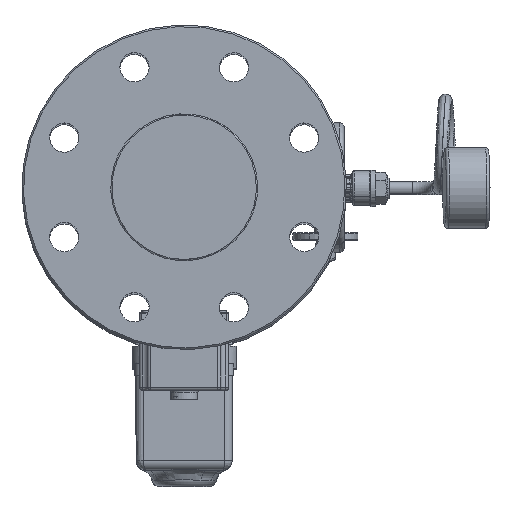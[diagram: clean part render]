
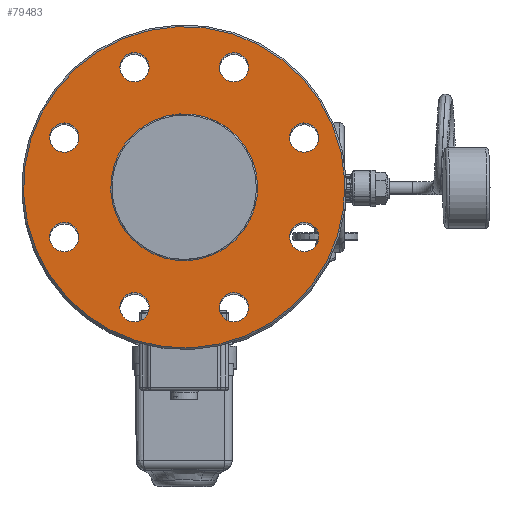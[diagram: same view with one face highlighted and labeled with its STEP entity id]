
A CAD part, top view. The second image highlights one B-rep face of the part: STEP entity #79483.
In plain terms, the highlighted planar face has unit normal (0, 0, 1).
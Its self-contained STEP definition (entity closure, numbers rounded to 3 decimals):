
#78793=CARTESIAN_POINT('Vertex',(4.846,323.606,224.572)) ;
#78807=CARTESIAN_POINT('Vertex',(-4.846,233.627,224.572)) ;
#78810=CARTESIAN_POINT('Axis2P3D Location',(0.,278.617,224.572)) ;
#78828=CARTESIAN_POINT('Axis2P3D Location',(0.,278.617,224.572)) ;
#78859=CARTESIAN_POINT('Vertex',(-33.159,213.339,224.572)) ;
#78862=CARTESIAN_POINT('Axis2P3D Location',(-30.615,204.706,224.572)) ;
#78866=CARTESIAN_POINT('Vertex',(-28.07,196.073,224.572)) ;
#78887=CARTESIAN_POINT('Axis2P3D Location',(-30.615,204.706,224.572)) ;
#78918=CARTESIAN_POINT('Vertex',(-69.605,301.328,224.572)) ;
#78921=CARTESIAN_POINT('Axis2P3D Location',(-73.91,309.231,224.572)) ;
#78925=CARTESIAN_POINT('Vertex',(-78.215,317.135,224.572)) ;
#78946=CARTESIAN_POINT('Axis2P3D Location',(-73.91,309.231,224.572)) ;
#78977=CARTESIAN_POINT('Vertex',(33.159,343.894,224.572)) ;
#78980=CARTESIAN_POINT('Axis2P3D Location',(30.615,352.527,224.572)) ;
#78984=CARTESIAN_POINT('Vertex',(28.07,361.16,224.572)) ;
#79005=CARTESIAN_POINT('Axis2P3D Location',(30.615,352.527,224.572)) ;
#79036=CARTESIAN_POINT('Vertex',(69.605,255.905,224.572)) ;
#79039=CARTESIAN_POINT('Axis2P3D Location',(73.91,248.002,224.572)) ;
#79043=CARTESIAN_POINT('Vertex',(78.215,240.098,224.572)) ;
#79064=CARTESIAN_POINT('Axis2P3D Location',(73.91,248.002,224.572)) ;
#79095=CARTESIAN_POINT('Vertex',(-22.711,348.222,224.572)) ;
#79098=CARTESIAN_POINT('Axis2P3D Location',(-30.615,352.527,224.572)) ;
#79102=CARTESIAN_POINT('Vertex',(-38.518,356.832,224.572)) ;
#79123=CARTESIAN_POINT('Axis2P3D Location',(-30.615,352.527,224.572)) ;
#79154=CARTESIAN_POINT('Vertex',(65.278,311.776,224.572)) ;
#79157=CARTESIAN_POINT('Axis2P3D Location',(73.91,309.231,224.572)) ;
#79161=CARTESIAN_POINT('Vertex',(82.543,306.687,224.572)) ;
#79182=CARTESIAN_POINT('Axis2P3D Location',(73.91,309.231,224.572)) ;
#79213=CARTESIAN_POINT('Vertex',(22.711,209.011,224.572)) ;
#79216=CARTESIAN_POINT('Axis2P3D Location',(30.615,204.706,224.572)) ;
#79220=CARTESIAN_POINT('Vertex',(38.518,200.401,224.572)) ;
#79241=CARTESIAN_POINT('Axis2P3D Location',(30.615,204.706,224.572)) ;
#79272=CARTESIAN_POINT('Vertex',(-65.278,245.457,224.572)) ;
#79275=CARTESIAN_POINT('Axis2P3D Location',(-73.91,248.002,224.572)) ;
#79279=CARTESIAN_POINT('Vertex',(-82.543,250.546,224.572)) ;
#79300=CARTESIAN_POINT('Axis2P3D Location',(-73.91,248.002,224.572)) ;
#79424=CARTESIAN_POINT('Axis2P3D Location',(0.,278.617,224.572)) ;
#79429=CARTESIAN_POINT('Axis2P3D Location',(0.,278.617,224.572)) ;
#79433=CARTESIAN_POINT('Vertex',(-37.886,370.081,224.572)) ;
#79435=CARTESIAN_POINT('Vertex',(37.886,187.152,224.572)) ;
#79438=CARTESIAN_POINT('Axis2P3D Location',(0.,278.617,224.572)) ;
#78811=DIRECTION('Axis2P3D Direction',(0.,0.,-1.)) ;
#78829=DIRECTION('Axis2P3D Direction',(0.,0.,-1.)) ;
#78863=DIRECTION('Axis2P3D Direction',(0.,0.,1.)) ;
#78888=DIRECTION('Axis2P3D Direction',(0.,0.,1.)) ;
#78922=DIRECTION('Axis2P3D Direction',(0.,0.,1.)) ;
#78947=DIRECTION('Axis2P3D Direction',(0.,0.,1.)) ;
#78981=DIRECTION('Axis2P3D Direction',(0.,0.,1.)) ;
#79006=DIRECTION('Axis2P3D Direction',(0.,0.,1.)) ;
#79040=DIRECTION('Axis2P3D Direction',(0.,0.,1.)) ;
#79065=DIRECTION('Axis2P3D Direction',(0.,0.,1.)) ;
#79099=DIRECTION('Axis2P3D Direction',(0.,0.,1.)) ;
#79124=DIRECTION('Axis2P3D Direction',(0.,0.,1.)) ;
#79158=DIRECTION('Axis2P3D Direction',(0.,0.,1.)) ;
#79183=DIRECTION('Axis2P3D Direction',(0.,0.,1.)) ;
#79217=DIRECTION('Axis2P3D Direction',(0.,0.,1.)) ;
#79242=DIRECTION('Axis2P3D Direction',(0.,0.,1.)) ;
#79276=DIRECTION('Axis2P3D Direction',(0.,0.,1.)) ;
#79301=DIRECTION('Axis2P3D Direction',(0.,0.,1.)) ;
#79425=DIRECTION('Axis2P3D Direction',(0.,0.,1.)) ;
#79426=DIRECTION('Axis2P3D XDirection',(0.383,-0.924,0.)) ;
#79430=DIRECTION('Axis2P3D Direction',(0.,0.,1.)) ;
#79439=DIRECTION('Axis2P3D Direction',(0.,0.,1.)) ;
#78812=AXIS2_PLACEMENT_3D('Circle Axis2P3D',#78810,#78811,$) ;
#78830=AXIS2_PLACEMENT_3D('Circle Axis2P3D',#78828,#78829,$) ;
#78864=AXIS2_PLACEMENT_3D('Circle Axis2P3D',#78862,#78863,$) ;
#78889=AXIS2_PLACEMENT_3D('Circle Axis2P3D',#78887,#78888,$) ;
#78923=AXIS2_PLACEMENT_3D('Circle Axis2P3D',#78921,#78922,$) ;
#78948=AXIS2_PLACEMENT_3D('Circle Axis2P3D',#78946,#78947,$) ;
#78982=AXIS2_PLACEMENT_3D('Circle Axis2P3D',#78980,#78981,$) ;
#79007=AXIS2_PLACEMENT_3D('Circle Axis2P3D',#79005,#79006,$) ;
#79041=AXIS2_PLACEMENT_3D('Circle Axis2P3D',#79039,#79040,$) ;
#79066=AXIS2_PLACEMENT_3D('Circle Axis2P3D',#79064,#79065,$) ;
#79100=AXIS2_PLACEMENT_3D('Circle Axis2P3D',#79098,#79099,$) ;
#79125=AXIS2_PLACEMENT_3D('Circle Axis2P3D',#79123,#79124,$) ;
#79159=AXIS2_PLACEMENT_3D('Circle Axis2P3D',#79157,#79158,$) ;
#79184=AXIS2_PLACEMENT_3D('Circle Axis2P3D',#79182,#79183,$) ;
#79218=AXIS2_PLACEMENT_3D('Circle Axis2P3D',#79216,#79217,$) ;
#79243=AXIS2_PLACEMENT_3D('Circle Axis2P3D',#79241,#79242,$) ;
#79277=AXIS2_PLACEMENT_3D('Circle Axis2P3D',#79275,#79276,$) ;
#79302=AXIS2_PLACEMENT_3D('Circle Axis2P3D',#79300,#79301,$) ;
#79427=AXIS2_PLACEMENT_3D('Plane Axis2P3D',#79424,#79425,#79426) ;
#79431=AXIS2_PLACEMENT_3D('Circle Axis2P3D',#79429,#79430,$) ;
#79440=AXIS2_PLACEMENT_3D('Circle Axis2P3D',#79438,#79439,$) ;
#78813=CIRCLE('generated circle',#78812,45.25) ;
#78831=CIRCLE('generated circle',#78830,45.25) ;
#78865=CIRCLE('generated circle',#78864,9.) ;
#78890=CIRCLE('generated circle',#78889,9.) ;
#78924=CIRCLE('generated circle',#78923,9.) ;
#78949=CIRCLE('generated circle',#78948,9.) ;
#78983=CIRCLE('generated circle',#78982,9.) ;
#79008=CIRCLE('generated circle',#79007,9.) ;
#79042=CIRCLE('generated circle',#79041,9.) ;
#79067=CIRCLE('generated circle',#79066,9.) ;
#79101=CIRCLE('generated circle',#79100,9.) ;
#79126=CIRCLE('generated circle',#79125,9.) ;
#79160=CIRCLE('generated circle',#79159,9.) ;
#79185=CIRCLE('generated circle',#79184,9.) ;
#79219=CIRCLE('generated circle',#79218,9.) ;
#79244=CIRCLE('generated circle',#79243,9.) ;
#79278=CIRCLE('generated circle',#79277,9.) ;
#79303=CIRCLE('generated circle',#79302,9.) ;
#79432=CIRCLE('generated circle',#79431,99.) ;
#79441=CIRCLE('generated circle',#79440,99.) ;
#79428=PLANE('',#79427) ;
#79450=FACE_BOUND('',#79447,.T.) ;
#79454=FACE_BOUND('',#79451,.T.) ;
#79458=FACE_BOUND('',#79455,.T.) ;
#79462=FACE_BOUND('',#79459,.T.) ;
#79466=FACE_BOUND('',#79463,.T.) ;
#79470=FACE_BOUND('',#79467,.T.) ;
#79474=FACE_BOUND('',#79471,.T.) ;
#79478=FACE_BOUND('',#79475,.T.) ;
#79482=FACE_BOUND('',#79479,.T.) ;
#78814=EDGE_CURVE('',#78808,#78794,#78813,.F.) ;
#78832=EDGE_CURVE('',#78794,#78808,#78831,.F.) ;
#78868=EDGE_CURVE('',#78860,#78867,#78865,.T.) ;
#78891=EDGE_CURVE('',#78867,#78860,#78890,.T.) ;
#78927=EDGE_CURVE('',#78919,#78926,#78924,.T.) ;
#78950=EDGE_CURVE('',#78926,#78919,#78949,.T.) ;
#78986=EDGE_CURVE('',#78978,#78985,#78983,.T.) ;
#79009=EDGE_CURVE('',#78985,#78978,#79008,.T.) ;
#79045=EDGE_CURVE('',#79037,#79044,#79042,.T.) ;
#79068=EDGE_CURVE('',#79044,#79037,#79067,.T.) ;
#79104=EDGE_CURVE('',#79096,#79103,#79101,.T.) ;
#79127=EDGE_CURVE('',#79103,#79096,#79126,.T.) ;
#79163=EDGE_CURVE('',#79155,#79162,#79160,.T.) ;
#79186=EDGE_CURVE('',#79162,#79155,#79185,.T.) ;
#79222=EDGE_CURVE('',#79214,#79221,#79219,.T.) ;
#79245=EDGE_CURVE('',#79221,#79214,#79244,.T.) ;
#79281=EDGE_CURVE('',#79273,#79280,#79278,.T.) ;
#79304=EDGE_CURVE('',#79280,#79273,#79303,.T.) ;
#79437=EDGE_CURVE('',#79434,#79436,#79432,.T.) ;
#79442=EDGE_CURVE('',#79436,#79434,#79441,.T.) ;
#79444=ORIENTED_EDGE('',*,*,#79437,.T.) ;
#79445=ORIENTED_EDGE('',*,*,#79442,.T.) ;
#79448=ORIENTED_EDGE('',*,*,#78832,.F.) ;
#79449=ORIENTED_EDGE('',*,*,#78814,.F.) ;
#79452=ORIENTED_EDGE('',*,*,#79304,.F.) ;
#79453=ORIENTED_EDGE('',*,*,#79281,.F.) ;
#79456=ORIENTED_EDGE('',*,*,#79245,.F.) ;
#79457=ORIENTED_EDGE('',*,*,#79222,.F.) ;
#79460=ORIENTED_EDGE('',*,*,#79186,.F.) ;
#79461=ORIENTED_EDGE('',*,*,#79163,.F.) ;
#79464=ORIENTED_EDGE('',*,*,#79127,.F.) ;
#79465=ORIENTED_EDGE('',*,*,#79104,.F.) ;
#79468=ORIENTED_EDGE('',*,*,#79068,.F.) ;
#79469=ORIENTED_EDGE('',*,*,#79045,.F.) ;
#79472=ORIENTED_EDGE('',*,*,#79009,.F.) ;
#79473=ORIENTED_EDGE('',*,*,#78986,.F.) ;
#79476=ORIENTED_EDGE('',*,*,#78950,.F.) ;
#79477=ORIENTED_EDGE('',*,*,#78927,.F.) ;
#79480=ORIENTED_EDGE('',*,*,#78891,.F.) ;
#79481=ORIENTED_EDGE('',*,*,#78868,.F.) ;
#79443=EDGE_LOOP('',(#79444,#79445)) ;
#79447=EDGE_LOOP('',(#79448,#79449)) ;
#79451=EDGE_LOOP('',(#79452,#79453)) ;
#79455=EDGE_LOOP('',(#79456,#79457)) ;
#79459=EDGE_LOOP('',(#79460,#79461)) ;
#79463=EDGE_LOOP('',(#79464,#79465)) ;
#79467=EDGE_LOOP('',(#79468,#79469)) ;
#79471=EDGE_LOOP('',(#79472,#79473)) ;
#79475=EDGE_LOOP('',(#79476,#79477)) ;
#79479=EDGE_LOOP('',(#79480,#79481)) ;
#78794=VERTEX_POINT('',#78793) ;
#78808=VERTEX_POINT('',#78807) ;
#78860=VERTEX_POINT('',#78859) ;
#78867=VERTEX_POINT('',#78866) ;
#78919=VERTEX_POINT('',#78918) ;
#78926=VERTEX_POINT('',#78925) ;
#78978=VERTEX_POINT('',#78977) ;
#78985=VERTEX_POINT('',#78984) ;
#79037=VERTEX_POINT('',#79036) ;
#79044=VERTEX_POINT('',#79043) ;
#79096=VERTEX_POINT('',#79095) ;
#79103=VERTEX_POINT('',#79102) ;
#79155=VERTEX_POINT('',#79154) ;
#79162=VERTEX_POINT('',#79161) ;
#79214=VERTEX_POINT('',#79213) ;
#79221=VERTEX_POINT('',#79220) ;
#79273=VERTEX_POINT('',#79272) ;
#79280=VERTEX_POINT('',#79279) ;
#79434=VERTEX_POINT('',#79433) ;
#79436=VERTEX_POINT('',#79435) ;
#79483=ADVANCED_FACE('PartBody',(#79446,#79450,#79454,#79458,#79462,#79466,#79470,#79474,#79478,#79482),#79428,.T.) ;
#79446=FACE_OUTER_BOUND('',#79443,.T.) ;
